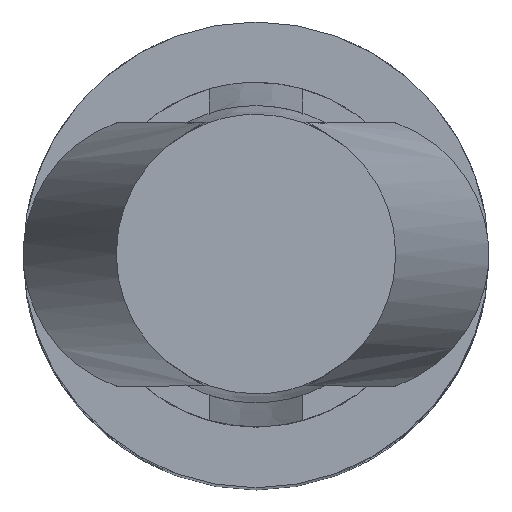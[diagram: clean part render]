
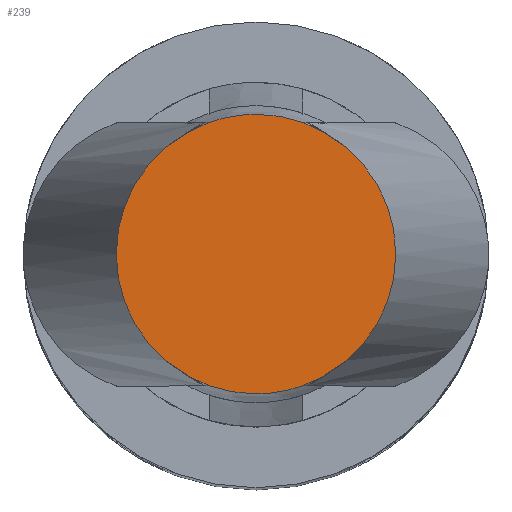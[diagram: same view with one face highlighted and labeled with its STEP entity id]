
A CAD part, top view. The second image highlights one B-rep face of the part: STEP entity #239.
In plain terms, the highlighted planar face has unit normal (0, 0, 1).
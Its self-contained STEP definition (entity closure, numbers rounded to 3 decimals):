
#239 = ADVANCED_FACE( '', ( #484 ), #485, .T. );
#484 = FACE_OUTER_BOUND( '', #837, .T. );
#485 = PLANE( '', #838 );
#837 = EDGE_LOOP( '', ( #1460, #1461, #1462, #1463, #1464, #1465, #1466, #1467 ) );
#838 = AXIS2_PLACEMENT_3D( '', #1468, #1469, #1470 );
#1460 = ORIENTED_EDGE( '', *, *, #1732, .F. );
#1461 = ORIENTED_EDGE( '', *, *, #1731, .T. );
#1462 = ORIENTED_EDGE( '', *, *, #1730, .F. );
#1463 = ORIENTED_EDGE( '', *, *, #1633, .F. );
#1464 = ORIENTED_EDGE( '', *, *, #1619, .F. );
#1465 = ORIENTED_EDGE( '', *, *, #1618, .T. );
#1466 = ORIENTED_EDGE( '', *, *, #1617, .F. );
#1467 = ORIENTED_EDGE( '', *, *, #1675, .T. );
#1468 = CARTESIAN_POINT( '', ( 0., 0., 11.9 ) );
#1469 = DIRECTION( '', ( 0., 0., 1. ) );
#1470 = DIRECTION( '', ( 1., 0., 0. ) );
#1617 = EDGE_CURVE( '', #1962, #1964, #1965, .T. );
#1618 = EDGE_CURVE( '', #1966, #1964, #1967, .T. );
#1619 = EDGE_CURVE( '', #1966, #1968, #1969, .T. );
#1633 = EDGE_CURVE( '', #1968, #1986, #1987, .T. );
#1675 = EDGE_CURVE( '', #1962, #2041, #2043, .F. );
#1730 = EDGE_CURVE( '', #1986, #2109, #2110, .T. );
#1731 = EDGE_CURVE( '', #2111, #2109, #2112, .T. );
#1732 = EDGE_CURVE( '', #2111, #2041, #2113, .T. );
#1962 = VERTEX_POINT( '', #2454 );
#1964 = VERTEX_POINT( '', #2462 );
#1965 = CIRCLE( '', #2463, 1.5 );
#1966 = VERTEX_POINT( '', #2464 );
#1967 = B_SPLINE_CURVE_WITH_KNOTS( '', 2, ( #2465, #2466, #2467, #2468, #2469 ), .UNSPECIFIED., .F., .F., ( 3, 2, 3 ), ( 0., 0.5, 1. ), .UNSPECIFIED. );
#1968 = VERTEX_POINT( '', #2470 );
#1969 = CIRCLE( '', #2471, 1.5 );
#1986 = VERTEX_POINT( '', #2505 );
#1987 = CIRCLE( '', #2506, 1.5 );
#2041 = VERTEX_POINT( '', #2604 );
#2043 = CIRCLE( '', #2612, 1.5 );
#2109 = VERTEX_POINT( '', #2734 );
#2110 = CIRCLE( '', #2735, 1.5 );
#2111 = VERTEX_POINT( '', #2736 );
#2112 = B_SPLINE_CURVE_WITH_KNOTS( '', 2, ( #2737, #2738, #2739, #2740, #2741 ), .UNSPECIFIED., .F., .F., ( 3, 2, 3 ), ( 0., 0.5, 1. ), .UNSPECIFIED. );
#2113 = CIRCLE( '', #2742, 1.5 );
#2454 = CARTESIAN_POINT( '', ( -0.525, 1.405, 11.9 ) );
#2462 = CARTESIAN_POINT( '', ( -0.5, 1.414, 11.9 ) );
#2463 = AXIS2_PLACEMENT_3D( '', #2914, #2915, #2916 );
#2464 = CARTESIAN_POINT( '', ( 0.5, 1.414, 11.9 ) );
#2465 = CARTESIAN_POINT( '', ( 0.5, 1.414, 11.9 ) );
#2466 = CARTESIAN_POINT( '', ( 0.258, 1.5, 11.9 ) );
#2467 = CARTESIAN_POINT( '', ( 0., 1.5, 11.9 ) );
#2468 = CARTESIAN_POINT( '', ( -0.257, 1.5, 11.9 ) );
#2469 = CARTESIAN_POINT( '', ( -0.5, 1.414, 11.9 ) );
#2470 = CARTESIAN_POINT( '', ( 0.525, 1.405, 11.9 ) );
#2471 = AXIS2_PLACEMENT_3D( '', #2917, #2918, #2919 );
#2505 = CARTESIAN_POINT( '', ( 0.525, -1.405, 11.9 ) );
#2506 = AXIS2_PLACEMENT_3D( '', #2930, #2931, #2932 );
#2604 = CARTESIAN_POINT( '', ( -0.525, -1.405, 11.9 ) );
#2612 = AXIS2_PLACEMENT_3D( '', #2970, #2971, #2972 );
#2734 = CARTESIAN_POINT( '', ( 0.5, -1.414, 11.9 ) );
#2735 = AXIS2_PLACEMENT_3D( '', #3008, #3009, #3010 );
#2736 = CARTESIAN_POINT( '', ( -0.5, -1.414, 11.9 ) );
#2737 = CARTESIAN_POINT( '', ( -0.5, -1.414, 11.9 ) );
#2738 = CARTESIAN_POINT( '', ( -0.258, -1.5, 11.9 ) );
#2739 = CARTESIAN_POINT( '', ( 0., -1.5, 11.9 ) );
#2740 = CARTESIAN_POINT( '', ( 0.257, -1.5, 11.9 ) );
#2741 = CARTESIAN_POINT( '', ( 0.5, -1.414, 11.9 ) );
#2742 = AXIS2_PLACEMENT_3D( '', #3011, #3012, #3013 );
#2914 = CARTESIAN_POINT( '', ( 0., 0., 11.9 ) );
#2915 = DIRECTION( '', ( 0., 0., -1. ) );
#2916 = DIRECTION( '', ( 0., 1., 0. ) );
#2917 = CARTESIAN_POINT( '', ( 0., 0., 11.9 ) );
#2918 = DIRECTION( '', ( 0., 0., -1. ) );
#2919 = DIRECTION( '', ( 0., 1., 0. ) );
#2930 = CARTESIAN_POINT( '', ( 0., 0., 11.9 ) );
#2931 = DIRECTION( '', ( 0., 0., -1. ) );
#2932 = DIRECTION( '', ( 0., 1., 0. ) );
#2970 = CARTESIAN_POINT( '', ( 0., 0., 11.9 ) );
#2971 = DIRECTION( '', ( 0., 0., -1. ) );
#2972 = DIRECTION( '', ( 1., 0., 0. ) );
#3008 = CARTESIAN_POINT( '', ( 0., 0., 11.9 ) );
#3009 = DIRECTION( '', ( 0., 0., -1. ) );
#3010 = DIRECTION( '', ( 0., 1., 0. ) );
#3011 = CARTESIAN_POINT( '', ( 0., 0., 11.9 ) );
#3012 = DIRECTION( '', ( 0., 0., -1. ) );
#3013 = DIRECTION( '', ( 0., 1., 0. ) );
